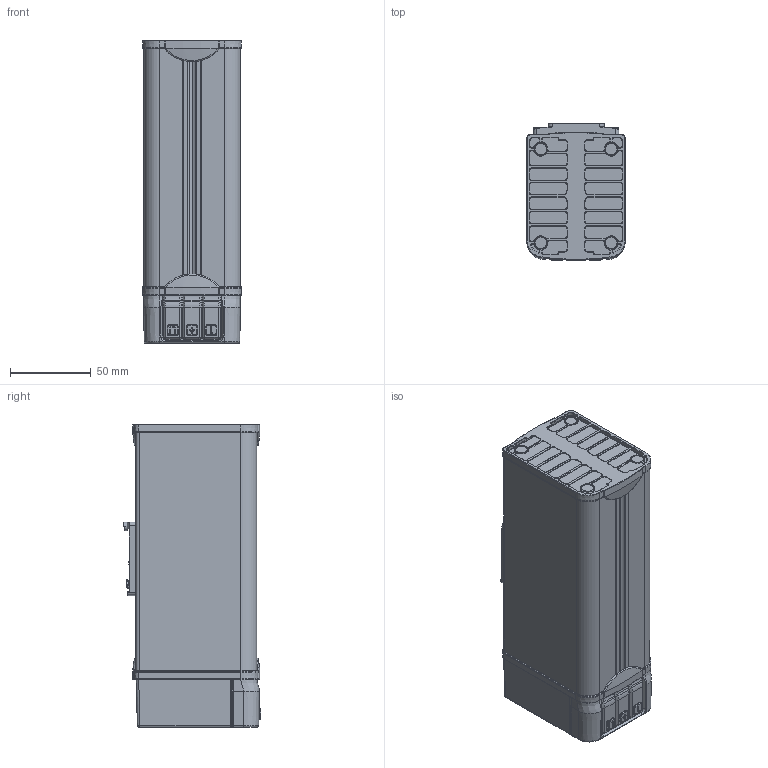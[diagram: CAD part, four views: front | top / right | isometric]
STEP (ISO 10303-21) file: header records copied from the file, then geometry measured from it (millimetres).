
FILE_DESCRIPTION((''),'2;1');
FILE_NAME('ASM0002_ASM','2024-08-23T14:46:41',('klemen.sitar'),('Audax d.o.o.'),'CREO PARAMETRIC BY PTC INC, 2021304','CREO PARAMETRIC BY PTC INC, 2021304','');
FILE_SCHEMA(('AP242_MANAGED_MODEL_BASED_3D_ENGINEERING_MIM_LF { 1 0 10303 442 1 1 4 }'));
Products named in the file (7): __122585__BASE_PLASTICA_CLIP_A; __134059__RIVETTO_A; __111221__MOLLA_CLIP_A; BREP_1_1; X4; 001344072-3DFILE_ASM; ASM0002_ASM
Assembly tree (7 placements, depth 3):
  ASM0002_ASM
    001344072-3DFILE_ASM
      __122585__BASE_PLASTICA_CLIP_A
      __134059__RIVETTO_A  x2
      __111221__MOLLA_CLIP_A
      BREP_1_1
      X4
Bounding box: 61.5 x 85.15 x 188 mm (x, y, z)
Volume: 674120.2 mm3; surface area: 75450.8 mm2
Topology: 5 solids, 7 shells, 1300 faces, 3526 edges, 2238 vertices
Faces by surface type: cylinder 562, torus 299, plane 297, cone 91, bspline 38, sphere 8, extrusion 5
Entity records: 71435 total; most frequent: CARTESIAN_POINT 18604, DIRECTION 7153, ORIENTED_EDGE 6459, PRESENTATION_STYLE_ASSIGNMENT 4793, STYLED_ITEM 4793, CURVE_STYLE 3496, EDGE_CURVE 3491, AXIS2_PLACEMENT_3D 2785
